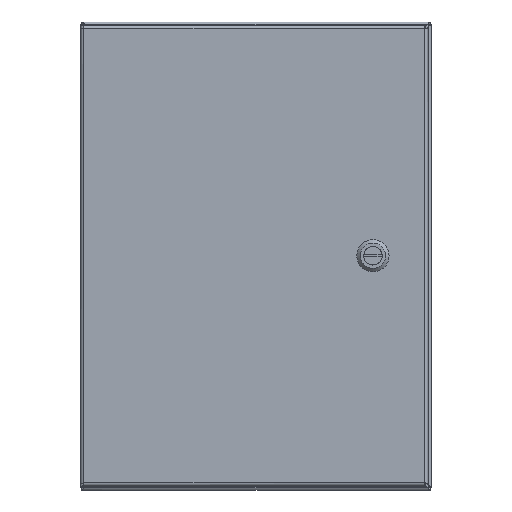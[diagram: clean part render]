
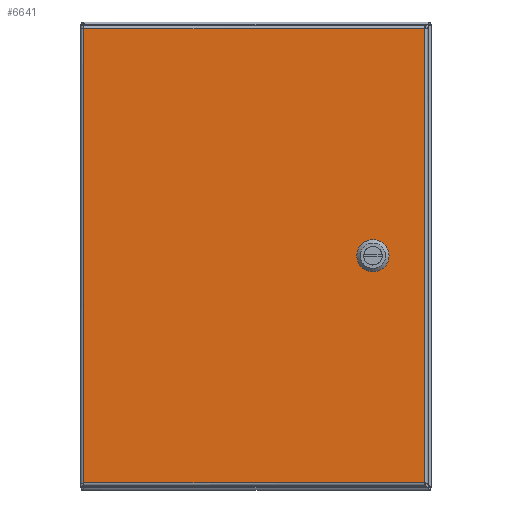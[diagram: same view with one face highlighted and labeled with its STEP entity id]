
A CAD part, top view. The second image highlights one B-rep face of the part: STEP entity #6641.
In plain terms, the highlighted face is planar.
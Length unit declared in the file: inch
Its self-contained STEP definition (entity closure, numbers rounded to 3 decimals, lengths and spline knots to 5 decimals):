
#4964=CARTESIAN_POINT('',(2.08762,8.275,0.0));
#4965=VERTEX_POINT('',#4964);
#4972=CARTESIAN_POINT('',(2.275,8.08762,0.0));
#4973=VERTEX_POINT('',#4972);
#4974=CARTESIAN_POINT('',(1.875,7.875,0.0));
#4975=DIRECTION('',(0.0,0.0,1.0));
#4976=DIRECTION('',(-0.469,-0.883,0.0));
#4977=AXIS2_PLACEMENT_3D('',#4974,#4975,#4976);
#4978=CIRCLE('',#4977,0.453);
#4979=EDGE_CURVE('',#4973,#4965,#4978,.T.);
#5004=CARTESIAN_POINT('',(2.275,7.66238,0.0));
#5005=VERTEX_POINT('',#5004);
#5006=CARTESIAN_POINT('',(2.275,7.66238,0.0));
#5007=DIRECTION('',(0.0,1.0,0.0));
#5008=VECTOR('',#5007,0.42525);
#5009=LINE('',#5006,#5008);
#5010=EDGE_CURVE('',#5005,#4973,#5009,.T.);
#5036=CARTESIAN_POINT('',(2.08762,7.475,0.0));
#5037=VERTEX_POINT('',#5036);
#5038=CARTESIAN_POINT('',(1.875,7.875,0.0));
#5039=DIRECTION('',(0.0,0.0,1.0));
#5040=DIRECTION('',(-0.883,0.469,0.0));
#5041=AXIS2_PLACEMENT_3D('',#5038,#5039,#5040);
#5042=CIRCLE('',#5041,0.453);
#5043=EDGE_CURVE('',#5037,#5005,#5042,.T.);
#5068=CARTESIAN_POINT('',(1.66238,7.475,0.0));
#5069=VERTEX_POINT('',#5068);
#5070=CARTESIAN_POINT('',(1.66238,7.475,0.0));
#5071=DIRECTION('',(1.0,0.0,0.0));
#5072=VECTOR('',#5071,0.42525);
#5073=LINE('',#5070,#5072);
#5074=EDGE_CURVE('',#5069,#5037,#5073,.T.);
#5100=CARTESIAN_POINT('',(1.475,7.66238,0.0));
#5101=VERTEX_POINT('',#5100);
#5102=CARTESIAN_POINT('',(1.875,7.875,0.0));
#5103=DIRECTION('',(0.0,0.0,1.0));
#5104=DIRECTION('',(0.469,0.883,0.0));
#5105=AXIS2_PLACEMENT_3D('',#5102,#5103,#5104);
#5106=CIRCLE('',#5105,0.453);
#5107=EDGE_CURVE('',#5101,#5069,#5106,.T.);
#5132=CARTESIAN_POINT('',(1.475,8.08762,0.0));
#5133=VERTEX_POINT('',#5132);
#5134=CARTESIAN_POINT('',(1.475,8.08762,0.0));
#5135=DIRECTION('',(0.0,-1.0,0.0));
#5136=VECTOR('',#5135,0.42525);
#5137=LINE('',#5134,#5136);
#5138=EDGE_CURVE('',#5133,#5101,#5137,.T.);
#5164=CARTESIAN_POINT('',(1.66238,8.275,0.0));
#5165=VERTEX_POINT('',#5164);
#5166=CARTESIAN_POINT('',(1.875,7.875,0.0));
#5167=DIRECTION('',(0.0,0.0,1.0));
#5168=DIRECTION('',(0.883,-0.469,0.0));
#5169=AXIS2_PLACEMENT_3D('',#5166,#5167,#5168);
#5170=CIRCLE('',#5169,0.453);
#5171=EDGE_CURVE('',#5165,#5133,#5170,.T.);
#5194=CARTESIAN_POINT('',(2.08762,8.275,0.0));
#5195=DIRECTION('',(-1.0,0.0,0.0));
#5196=VECTOR('',#5195,0.42525);
#5197=LINE('',#5194,#5196);
#5198=EDGE_CURVE('',#4965,#5165,#5197,.T.);
#5649=CARTESIAN_POINT('',(11.76975,0.10525,0.));
#5650=VERTEX_POINT('',#5649);
#5661=CARTESIAN_POINT('',(11.76975,15.64475,0.));
#5662=VERTEX_POINT('',#5661);
#5663=CARTESIAN_POINT('',(11.76975,15.64475,0.0));
#5664=DIRECTION('',(0.0,-1.0,0.0));
#5665=VECTOR('',#5664,15.5395);
#5666=LINE('',#5663,#5665);
#5667=EDGE_CURVE('',#5662,#5650,#5666,.T.);
#5819=CARTESIAN_POINT('',(0.10525,0.10525,0.));
#5820=VERTEX_POINT('',#5819);
#5831=CARTESIAN_POINT('',(11.76975,0.10525,0.0));
#5832=DIRECTION('',(-1.0,0.0,0.0));
#5833=VECTOR('',#5832,11.6645);
#5834=LINE('',#5831,#5833);
#5835=EDGE_CURVE('',#5650,#5820,#5834,.T.);
#6096=CARTESIAN_POINT('',(0.10525,15.64475,0.));
#6097=VERTEX_POINT('',#6096);
#6108=CARTESIAN_POINT('',(0.10525,0.10525,0.0));
#6109=DIRECTION('',(0.0,1.0,0.0));
#6110=VECTOR('',#6109,15.5395);
#6111=LINE('',#6108,#6110);
#6112=EDGE_CURVE('',#5820,#6097,#6111,.T.);
#6377=CARTESIAN_POINT('',(0.10525,15.64475,0.0));
#6378=DIRECTION('',(1.0,0.0,0.0));
#6379=VECTOR('',#6378,11.6645);
#6380=LINE('',#6377,#6379);
#6381=EDGE_CURVE('',#6097,#5662,#6380,.T.);
#6620=CARTESIAN_POINT('',(5.9375,7.875,0.0));
#6621=DIRECTION('',(0.0,0.0,1.0));
#6622=DIRECTION('',(1.0,0.0,0.0));
#6623=AXIS2_PLACEMENT_3D('',#6620,#6621,#6622);
#6624=PLANE('',#6623);
#6625=ORIENTED_EDGE('',*,*,#5667,.T.);
#6626=ORIENTED_EDGE('',*,*,#5835,.T.);
#6627=ORIENTED_EDGE('',*,*,#6112,.T.);
#6628=ORIENTED_EDGE('',*,*,#6381,.T.);
#6629=EDGE_LOOP('',(#6625,#6626,#6627,#6628));
#6630=FACE_OUTER_BOUND('',#6629,.T.);
#6631=ORIENTED_EDGE('',*,*,#4979,.T.);
#6632=ORIENTED_EDGE('',*,*,#5198,.T.);
#6633=ORIENTED_EDGE('',*,*,#5171,.T.);
#6634=ORIENTED_EDGE('',*,*,#5138,.T.);
#6635=ORIENTED_EDGE('',*,*,#5107,.T.);
#6636=ORIENTED_EDGE('',*,*,#5074,.T.);
#6637=ORIENTED_EDGE('',*,*,#5043,.T.);
#6638=ORIENTED_EDGE('',*,*,#5010,.T.);
#6639=EDGE_LOOP('',(#6631,#6632,#6633,#6634,#6635,#6636,#6637,#6638));
#6640=FACE_BOUND('',#6639,.T.);
#6641=ADVANCED_FACE('',(#6630,#6640),#6624,.F.);
